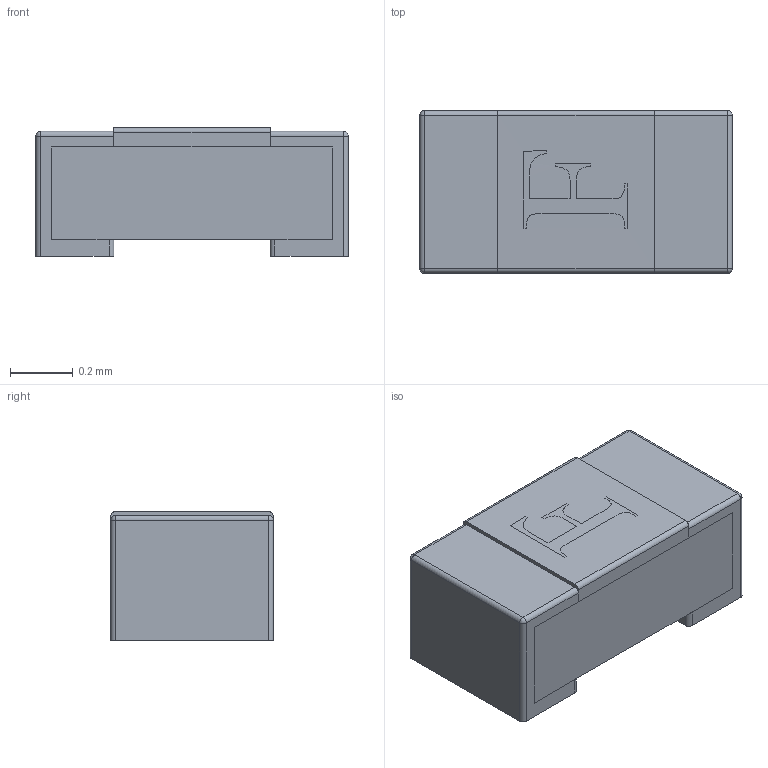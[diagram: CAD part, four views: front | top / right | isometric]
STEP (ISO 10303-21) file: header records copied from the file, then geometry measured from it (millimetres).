
FILE_DESCRIPTION(/* description */ (''),/* implementation_level */ '2;1');
FILE_NAME(/* name */ 'FUSE 0402_1005 0.35MM.step',/* time_stamp */ '2020-05-13T19:54:08+01:00',/* author */ (''),/* organization */ (''),/* preprocessor_version */ 'ST-DEVELOPER v18.1',/* originating_system */ 'Autodesk Translation Framework v9.2.0.1227',/* authorisation */ '');
FILE_SCHEMA (('AUTOMOTIVE_DESIGN { 1 0 10303 214 3 1 1 }'));
Length unit declared in the file: millimetre
Products named in the file (1): FUSE 0402_1005 0.35MM
Bounding box: 1 x 0.52 x 0.41 mm (x, y, z)
Volume: 0.2 mm3; surface area: 2.3 mm2
Topology: 1 solids, 1 shells, 41 faces, 137 edges, 99 vertices
Faces by surface type: plane 21, cylinder 16, sphere 4
Entity records: 1624 total; most frequent: CARTESIAN_POINT 342, ORIENTED_EDGE 274, DIRECTION 237, EDGE_CURVE 137, VERTEX_POINT 99, LINE 89, VECTOR 89, AXIS2_PLACEMENT_3D 74
